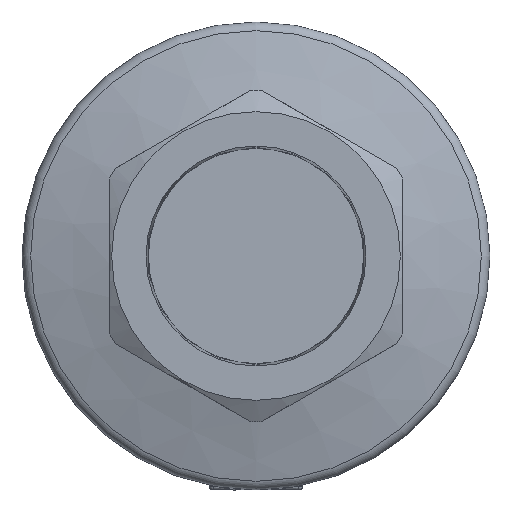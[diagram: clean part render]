
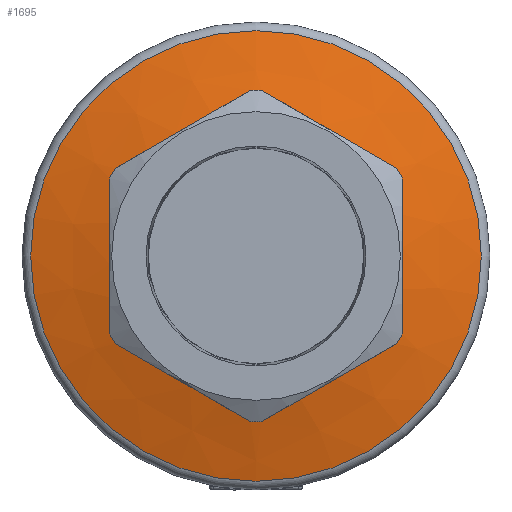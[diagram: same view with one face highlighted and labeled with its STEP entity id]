
A CAD part, left-side view. The second image highlights one B-rep face of the part: STEP entity #1695.
In plain terms, the highlighted conical face has half-angle 75 degrees and reference radius 30 mm.
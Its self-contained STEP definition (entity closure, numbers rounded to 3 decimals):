
#107=(
BOUNDED_CURVE()
B_SPLINE_CURVE(2,(#2432,#2433,#2434),.UNSPECIFIED.,.F.,.F.)
B_SPLINE_CURVE_WITH_KNOTS((3,3),(0.,4.009),.UNSPECIFIED.)
CURVE()
GEOMETRIC_REPRESENTATION_ITEM()
RATIONAL_B_SPLINE_CURVE((1.,1.133,1.))
REPRESENTATION_ITEM('')
);
#108=(
BOUNDED_CURVE()
B_SPLINE_CURVE(2,(#2441,#2442,#2443),.UNSPECIFIED.,.F.,.F.)
B_SPLINE_CURVE_WITH_KNOTS((3,3),(0.,4.009),.UNSPECIFIED.)
CURVE()
GEOMETRIC_REPRESENTATION_ITEM()
RATIONAL_B_SPLINE_CURVE((1.,1.133,1.))
REPRESENTATION_ITEM('')
);
#109=(
BOUNDED_CURVE()
B_SPLINE_CURVE(2,(#2447,#2448,#2449),.UNSPECIFIED.,.F.,.F.)
B_SPLINE_CURVE_WITH_KNOTS((3,3),(0.,4.009),.UNSPECIFIED.)
CURVE()
GEOMETRIC_REPRESENTATION_ITEM()
RATIONAL_B_SPLINE_CURVE((1.,1.133,1.))
REPRESENTATION_ITEM('')
);
#110=(
BOUNDED_CURVE()
B_SPLINE_CURVE(2,(#2453,#2454,#2455),.UNSPECIFIED.,.F.,.F.)
B_SPLINE_CURVE_WITH_KNOTS((3,3),(0.,4.009),.UNSPECIFIED.)
CURVE()
GEOMETRIC_REPRESENTATION_ITEM()
RATIONAL_B_SPLINE_CURVE((1.,1.133,1.))
REPRESENTATION_ITEM('')
);
#111=(
BOUNDED_CURVE()
B_SPLINE_CURVE(2,(#2459,#2460,#2461),.UNSPECIFIED.,.F.,.F.)
B_SPLINE_CURVE_WITH_KNOTS((3,3),(0.,4.009),.UNSPECIFIED.)
CURVE()
GEOMETRIC_REPRESENTATION_ITEM()
RATIONAL_B_SPLINE_CURVE((1.,1.133,1.))
REPRESENTATION_ITEM('')
);
#112=(
BOUNDED_CURVE()
B_SPLINE_CURVE(2,(#2465,#2466,#2467),.UNSPECIFIED.,.F.,.F.)
B_SPLINE_CURVE_WITH_KNOTS((3,3),(0.,4.009),.UNSPECIFIED.)
CURVE()
GEOMETRIC_REPRESENTATION_ITEM()
RATIONAL_B_SPLINE_CURVE((1.,1.133,1.))
REPRESENTATION_ITEM('')
);
#177=LINE('',#2437,#276);
#276=VECTOR('',#2022,30.);
#374=CONICAL_SURFACE('',#1835,30.,1.309);
#387=FACE_OUTER_BOUND('',#496,.T.);
#496=EDGE_LOOP('',(#1136,#1137,#1138,#1139,#1140,#1141,#1142,#1143,#1144,
#1145,#1146,#1147,#1148,#1149,#1150,#1151));
#608=CIRCLE('',#1830,57.776);
#612=CIRCLE('',#1836,42.5);
#613=CIRCLE('',#1837,42.5);
#614=CIRCLE('',#1838,42.5);
#615=CIRCLE('',#1839,42.5);
#616=CIRCLE('',#1840,42.5);
#617=CIRCLE('',#1841,42.5);
#618=CIRCLE('',#1842,42.5);
#684=VERTEX_POINT('',#2420);
#687=VERTEX_POINT('',#2430);
#688=VERTEX_POINT('',#2431);
#689=VERTEX_POINT('',#2435);
#690=VERTEX_POINT('',#2438);
#691=VERTEX_POINT('',#2440);
#692=VERTEX_POINT('',#2444);
#693=VERTEX_POINT('',#2446);
#694=VERTEX_POINT('',#2450);
#695=VERTEX_POINT('',#2452);
#696=VERTEX_POINT('',#2456);
#697=VERTEX_POINT('',#2458);
#698=VERTEX_POINT('',#2462);
#699=VERTEX_POINT('',#2464);
#856=EDGE_CURVE('',#684,#684,#608,.T.);
#861=EDGE_CURVE('',#687,#688,#107,.T.);
#862=EDGE_CURVE('',#688,#689,#612,.T.);
#863=EDGE_CURVE('',#689,#684,#177,.T.);
#864=EDGE_CURVE('',#689,#690,#613,.T.);
#865=EDGE_CURVE('',#690,#691,#108,.T.);
#866=EDGE_CURVE('',#691,#692,#614,.T.);
#867=EDGE_CURVE('',#692,#693,#109,.T.);
#868=EDGE_CURVE('',#693,#694,#615,.T.);
#869=EDGE_CURVE('',#694,#695,#110,.T.);
#870=EDGE_CURVE('',#695,#696,#616,.T.);
#871=EDGE_CURVE('',#696,#697,#111,.T.);
#872=EDGE_CURVE('',#697,#698,#617,.T.);
#873=EDGE_CURVE('',#698,#699,#112,.T.);
#874=EDGE_CURVE('',#699,#687,#618,.T.);
#1136=ORIENTED_EDGE('',*,*,#861,.T.);
#1137=ORIENTED_EDGE('',*,*,#862,.T.);
#1138=ORIENTED_EDGE('',*,*,#863,.T.);
#1139=ORIENTED_EDGE('',*,*,#856,.F.);
#1140=ORIENTED_EDGE('',*,*,#863,.F.);
#1141=ORIENTED_EDGE('',*,*,#864,.T.);
#1142=ORIENTED_EDGE('',*,*,#865,.T.);
#1143=ORIENTED_EDGE('',*,*,#866,.T.);
#1144=ORIENTED_EDGE('',*,*,#867,.T.);
#1145=ORIENTED_EDGE('',*,*,#868,.T.);
#1146=ORIENTED_EDGE('',*,*,#869,.T.);
#1147=ORIENTED_EDGE('',*,*,#870,.T.);
#1148=ORIENTED_EDGE('',*,*,#871,.T.);
#1149=ORIENTED_EDGE('',*,*,#872,.T.);
#1150=ORIENTED_EDGE('',*,*,#873,.T.);
#1151=ORIENTED_EDGE('',*,*,#874,.T.);
#1695=ADVANCED_FACE('',(#387),#374,.T.);
#1830=AXIS2_PLACEMENT_3D('',#2421,#2007,#2008);
#1835=AXIS2_PLACEMENT_3D('',#2429,#2018,#2019);
#1836=AXIS2_PLACEMENT_3D('',#2436,#2020,#2021);
#1837=AXIS2_PLACEMENT_3D('',#2439,#2023,#2024);
#1838=AXIS2_PLACEMENT_3D('',#2445,#2025,#2026);
#1839=AXIS2_PLACEMENT_3D('',#2451,#2027,#2028);
#1840=AXIS2_PLACEMENT_3D('',#2457,#2029,#2030);
#1841=AXIS2_PLACEMENT_3D('',#2463,#2031,#2032);
#1842=AXIS2_PLACEMENT_3D('',#2468,#2033,#2034);
#2007=DIRECTION('center_axis',(1.,0.,0.));
#2008=DIRECTION('ref_axis',(0.,0.,
-1.));
#2018=DIRECTION('center_axis',(1.,0.,0.));
#2019=DIRECTION('ref_axis',(0.,0.,1.));
#2020=DIRECTION('center_axis',(1.,0.,0.));
#2021=DIRECTION('ref_axis',(0.,-0.034,-0.999));
#2022=DIRECTION('',(0.259,0.,-0.966));
#2023=DIRECTION('center_axis',(1.,0.,0.));
#2024=DIRECTION('ref_axis',(0.,-0.034,-0.999));
#2025=DIRECTION('center_axis',(1.,0.,0.));
#2026=DIRECTION('ref_axis',(0.,0.849,-0.529));
#2027=DIRECTION('center_axis',(1.,0.,0.));
#2028=DIRECTION('ref_axis',(0.,0.882,0.471));
#2029=DIRECTION('center_axis',(1.,0.,0.));
#2030=DIRECTION('ref_axis',(0.,0.034,0.999));
#2031=DIRECTION('center_axis',(1.,0.,0.));
#2032=DIRECTION('ref_axis',(0.,-0.849,0.529));
#2033=DIRECTION('center_axis',(1.,0.,0.));
#2034=DIRECTION('ref_axis',(0.,-0.882,-0.471));
#2420=CARTESIAN_POINT('',(-8.596,0.,-57.776));
#2421=CARTESIAN_POINT('Origin',(-8.596,0.,
0.));
#2429=CARTESIAN_POINT('Origin',(-16.038,0.,0.));
#2430=CARTESIAN_POINT('',(-12.689,-36.071,-22.476));
#2431=CARTESIAN_POINT('',(-12.689,-1.429,-42.476));
#2432=CARTESIAN_POINT('Ctrl Pts',(-12.689,-36.071,-22.476));
#2433=CARTESIAN_POINT('Ctrl Pts',(-15.211,-18.75,-32.476));
#2434=CARTESIAN_POINT('Ctrl Pts',(-12.689,-1.429,-42.476));
#2435=CARTESIAN_POINT('',(-12.689,0.,-42.5));
#2436=CARTESIAN_POINT('Origin',(-12.689,0.,0.));
#2437=CARTESIAN_POINT('',(-16.038,0.,-30.));
#2438=CARTESIAN_POINT('',(-12.689,1.429,-42.476));
#2439=CARTESIAN_POINT('Origin',(-12.689,0.,0.));
#2440=CARTESIAN_POINT('',(-12.689,36.071,-22.476));
#2441=CARTESIAN_POINT('Ctrl Pts',(-12.689,1.429,-42.476));
#2442=CARTESIAN_POINT('Ctrl Pts',(-15.211,18.75,-32.476));
#2443=CARTESIAN_POINT('Ctrl Pts',(-12.689,36.071,-22.476));
#2444=CARTESIAN_POINT('',(-12.689,37.5,-20.));
#2445=CARTESIAN_POINT('Origin',(-12.689,0.,0.));
#2446=CARTESIAN_POINT('',(-12.689,37.5,20.));
#2447=CARTESIAN_POINT('Ctrl Pts',(-12.689,37.5,-20.));
#2448=CARTESIAN_POINT('Ctrl Pts',(-15.211,37.5,0.));
#2449=CARTESIAN_POINT('Ctrl Pts',(-12.689,37.5,20.));
#2450=CARTESIAN_POINT('',(-12.689,36.071,22.476));
#2451=CARTESIAN_POINT('Origin',(-12.689,0.,0.));
#2452=CARTESIAN_POINT('',(-12.689,1.429,42.476));
#2453=CARTESIAN_POINT('Ctrl Pts',(-12.689,36.071,22.476));
#2454=CARTESIAN_POINT('Ctrl Pts',(-15.211,18.75,32.476));
#2455=CARTESIAN_POINT('Ctrl Pts',(-12.689,1.429,42.476));
#2456=CARTESIAN_POINT('',(-12.689,-1.429,42.476));
#2457=CARTESIAN_POINT('Origin',(-12.689,0.,0.));
#2458=CARTESIAN_POINT('',(-12.689,-36.071,22.476));
#2459=CARTESIAN_POINT('Ctrl Pts',(-12.689,-1.429,42.476));
#2460=CARTESIAN_POINT('Ctrl Pts',(-15.211,-18.75,32.476));
#2461=CARTESIAN_POINT('Ctrl Pts',(-12.689,-36.071,22.476));
#2462=CARTESIAN_POINT('',(-12.689,-37.5,20.));
#2463=CARTESIAN_POINT('Origin',(-12.689,0.,0.));
#2464=CARTESIAN_POINT('',(-12.689,-37.5,-20.));
#2465=CARTESIAN_POINT('Ctrl Pts',(-12.689,-37.5,20.));
#2466=CARTESIAN_POINT('Ctrl Pts',(-15.211,-37.5,0.));
#2467=CARTESIAN_POINT('Ctrl Pts',(-12.689,-37.5,-20.));
#2468=CARTESIAN_POINT('Origin',(-12.689,0.,0.));
